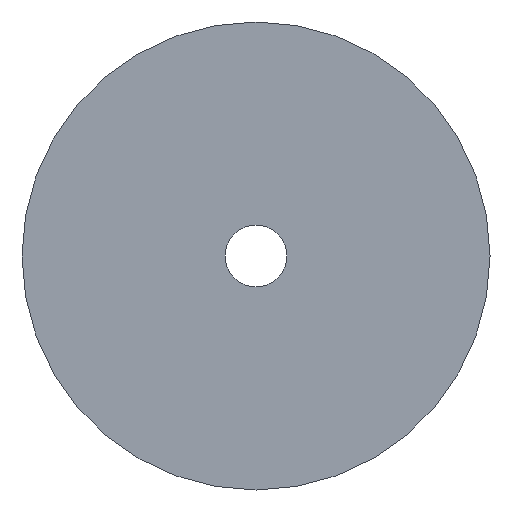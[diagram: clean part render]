
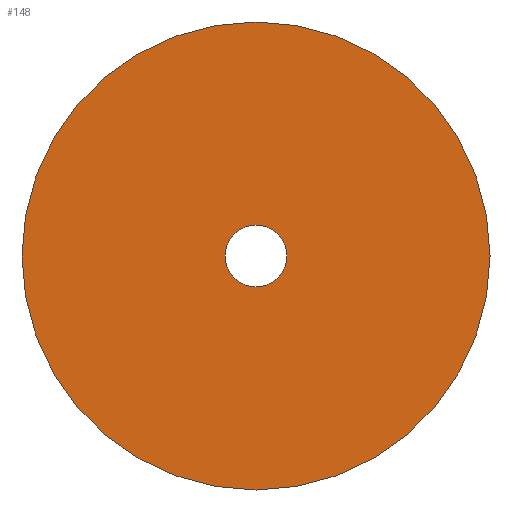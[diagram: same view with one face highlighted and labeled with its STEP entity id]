
A CAD part, front view. The second image highlights one B-rep face of the part: STEP entity #148.
In plain terms, the highlighted planar face has unit normal (0, -1, 0).
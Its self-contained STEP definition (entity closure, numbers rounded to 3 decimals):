
#19 = DIRECTION ( 'NONE',  ( 0., 0., 1. ) ) ;
#35 = CARTESIAN_POINT ( 'NONE',  ( 0., -2., -2.25 ) ) ;
#94 = CIRCLE ( 'NONE', #867, 17. ) ;
#120 = ORIENTED_EDGE ( 'NONE', *, *, #884, .T. ) ;
#122 = CARTESIAN_POINT ( 'NONE',  ( 0., -2., 2.25 ) ) ;
#131 = CARTESIAN_POINT ( 'NONE',  ( 0., -2., 0. ) ) ;
#148 = ADVANCED_FACE ( 'NONE', ( #1542, #1404 ), #403, .T. ) ;
#179 = DIRECTION ( 'NONE',  ( 0., 0., -1. ) ) ;
#209 = AXIS2_PLACEMENT_3D ( 'NONE', #1591, #943, #960 ) ;
#403 = PLANE ( 'NONE',  #421 ) ;
#421 = AXIS2_PLACEMENT_3D ( 'NONE', #1559, #1273, #527 ) ;
#466 = EDGE_LOOP ( 'NONE', ( #120, #1170 ) ) ;
#470 = CARTESIAN_POINT ( 'NONE',  ( 0., -2., 0. ) ) ;
#519 = ORIENTED_EDGE ( 'NONE', *, *, #1616, .T. ) ;
#527 = DIRECTION ( 'NONE',  ( 0., 0., -1. ) ) ;
#573 = EDGE_CURVE ( 'NONE', #981, #886, #735, .T. ) ;
#735 = CIRCLE ( 'NONE', #949, 17. ) ;
#817 = VERTEX_POINT ( 'NONE', #122 ) ;
#837 = DIRECTION ( 'NONE',  ( 0., 0., -1. ) ) ;
#867 = AXIS2_PLACEMENT_3D ( 'NONE', #470, #1476, #837 ) ;
#876 = ORIENTED_EDGE ( 'NONE', *, *, #1538, .T. ) ;
#881 = CARTESIAN_POINT ( 'NONE',  ( 0., -2., -17. ) ) ;
#884 = EDGE_CURVE ( 'NONE', #886, #981, #94, .T. ) ;
#886 = VERTEX_POINT ( 'NONE', #1524 ) ;
#943 = DIRECTION ( 'NONE',  ( 0., 1., 0. ) ) ;
#949 = AXIS2_PLACEMENT_3D ( 'NONE', #131, #1416, #179 ) ;
#954 = CIRCLE ( 'NONE', #1271, 2.25 ) ;
#960 = DIRECTION ( 'NONE',  ( 0., 0., 1. ) ) ;
#961 = CIRCLE ( 'NONE', #209, 2.25 ) ;
#981 = VERTEX_POINT ( 'NONE', #881 ) ;
#1170 = ORIENTED_EDGE ( 'NONE', *, *, #573, .T. ) ;
#1271 = AXIS2_PLACEMENT_3D ( 'NONE', #1513, #1389, #19 ) ;
#1273 = DIRECTION ( 'NONE',  ( 0., -1., 0. ) ) ;
#1347 = VERTEX_POINT ( 'NONE', #35 ) ;
#1389 = DIRECTION ( 'NONE',  ( 0., 1., 0. ) ) ;
#1404 = FACE_OUTER_BOUND ( 'NONE', #466, .T. ) ;
#1416 = DIRECTION ( 'NONE',  ( 0., -1., 0. ) ) ;
#1476 = DIRECTION ( 'NONE',  ( 0., -1., 0. ) ) ;
#1513 = CARTESIAN_POINT ( 'NONE',  ( 0., -2., 0. ) ) ;
#1524 = CARTESIAN_POINT ( 'NONE',  ( 0., -2., 17. ) ) ;
#1525 = EDGE_LOOP ( 'NONE', ( #519, #876 ) ) ;
#1538 = EDGE_CURVE ( 'NONE', #1347, #817, #961, .T. ) ;
#1542 = FACE_BOUND ( 'NONE', #1525, .T. ) ;
#1559 = CARTESIAN_POINT ( 'NONE',  ( 0., -2., 0. ) ) ;
#1591 = CARTESIAN_POINT ( 'NONE',  ( 0., -2., 0. ) ) ;
#1616 = EDGE_CURVE ( 'NONE', #817, #1347, #954, .T. ) ;
